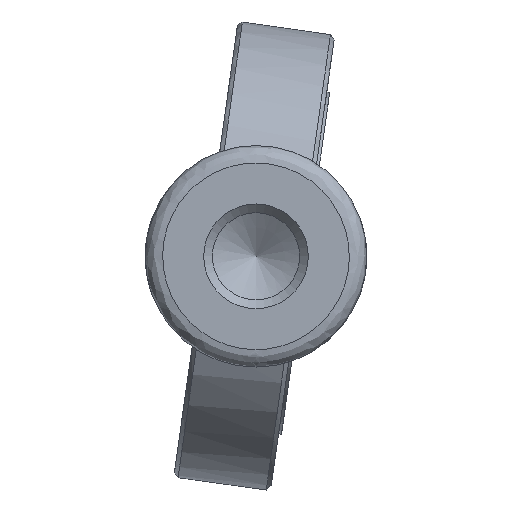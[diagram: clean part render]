
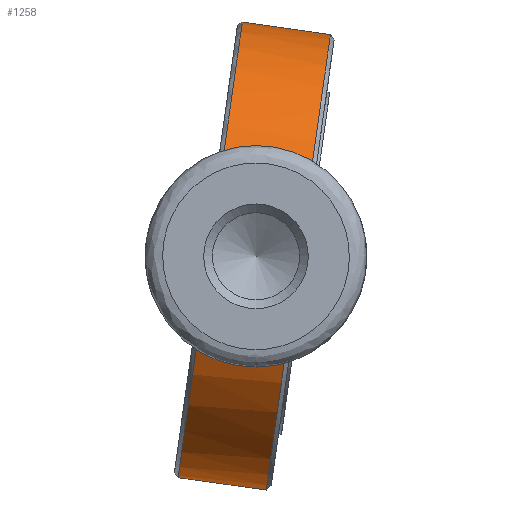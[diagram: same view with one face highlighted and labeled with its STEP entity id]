
A CAD part, front view. The second image highlights one B-rep face of the part: STEP entity #1258.
In plain terms, the highlighted cylindrical face has radius 13.2 mm (diameter 26.4 mm), a partial arc.
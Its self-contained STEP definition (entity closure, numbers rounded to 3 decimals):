
#4 = DIRECTION ( 'NONE',  ( -0.99, 0., 0.14 ) ) ;
#9 = CARTESIAN_POINT ( 'NONE',  ( -47.324, 49.926, 17.684 ) ) ;
#10 = CARTESIAN_POINT ( 'NONE',  ( -48.854, 57.287, 6.835 ) ) ;
#21 = CIRCLE ( 'NONE', #1867, 13.2 ) ;
#80 = CARTESIAN_POINT ( 'NONE',  ( -46.891, 37.096, 20.757 ) ) ;
#115 = CARTESIAN_POINT ( 'NONE',  ( -47.076, 49.926, 17.649 ) ) ;
#180 = DIRECTION ( 'NONE',  ( -0.99, 0., 0.14 ) ) ;
#181 = VECTOR ( 'NONE', #1467, 1000. ) ;
#187 = CARTESIAN_POINT ( 'NONE',  ( -52.107, 49.926, 18.359 ) ) ;
#206 = ORIENTED_EDGE ( 'NONE', *, *, #1402, .T. ) ;
#213 = CARTESIAN_POINT ( 'NONE',  ( -47.757, 37.096, 14.611 ) ) ;
#243 = AXIS2_PLACEMENT_3D ( 'NONE', #1235, #1094, #1849 ) ;
#255 = CARTESIAN_POINT ( 'NONE',  ( -52.807, 37.096, 15.323 ) ) ;
#289 = EDGE_LOOP ( 'NONE', ( #345, #664, #206, #1178, #1405, #1438, #860, #867 ) ) ;
#290 = LINE ( 'NONE', #606, #181 ) ;
#305 = DIRECTION ( 'NONE',  ( 0.14, 0., 0.99 ) ) ;
#327 = CIRCLE ( 'NONE', #1666, 13.2 ) ;
#332 = AXIS2_PLACEMENT_3D ( 'NONE', #115, #717, #490 ) ;
#345 = ORIENTED_EDGE ( 'NONE', *, *, #471, .F. ) ;
#397 = CIRCLE ( 'NONE', #493, 13.2 ) ;
#471 = EDGE_CURVE ( 'NONE', #1712, #1865, #397, .T. ) ;
#490 = DIRECTION ( 'NONE',  ( 0.14, 0., 0.99 ) ) ;
#493 = AXIS2_PLACEMENT_3D ( 'NONE', #1013, #558, #1775 ) ;
#558 = DIRECTION ( 'NONE',  ( -0.99, 0., 0.14 ) ) ;
#592 = EDGE_CURVE ( 'NONE', #1891, #1564, #290, .T. ) ;
#606 = CARTESIAN_POINT ( 'NONE',  ( -48.606, 57.287, 6.8 ) ) ;
#660 = EDGE_CURVE ( 'NONE', #793, #862, #1029, .T. ) ;
#663 = CARTESIAN_POINT ( 'NONE',  ( 7.017, 37.096, 13.155 ) ) ;
#664 = ORIENTED_EDGE ( 'NONE', *, *, #1710, .T. ) ;
#698 = EDGE_CURVE ( 'NONE', #1536, #1865, #1074, .T. ) ;
#717 = DIRECTION ( 'NONE',  ( -0.99, 0., 0.14 ) ) ;
#760 = EDGE_CURVE ( 'NONE', #1564, #1536, #327, .T. ) ;
#782 = CARTESIAN_POINT ( 'NONE',  ( 6.15, 37.096, 7.009 ) ) ;
#793 = VERTEX_POINT ( 'NONE', #1203 ) ;
#860 = ORIENTED_EDGE ( 'NONE', *, *, #760, .T. ) ;
#862 = VERTEX_POINT ( 'NONE', #1183 ) ;
#865 = CYLINDRICAL_SURFACE ( 'NONE', #332, 13.2 ) ;
#867 = ORIENTED_EDGE ( 'NONE', *, *, #698, .T. ) ;
#889 = CARTESIAN_POINT ( 'NONE',  ( -45.546, 57.287, 28.499 ) ) ;
#907 = CIRCLE ( 'NONE', #243, 13.2 ) ;
#909 = CARTESIAN_POINT ( 'NONE',  ( -53.637, 57.287, 7.509 ) ) ;
#976 = LINE ( 'NONE', #663, #1191 ) ;
#1013 = CARTESIAN_POINT ( 'NONE',  ( -52.374, 49.926, 18.396 ) ) ;
#1029 = LINE ( 'NONE', #889, #1221 ) ;
#1067 = DIRECTION ( 'NONE',  ( 0.14, 0., 0.99 ) ) ;
#1074 = LINE ( 'NONE', #782, #1701 ) ;
#1094 = DIRECTION ( 'NONE',  ( -0.99, 0., 0.14 ) ) ;
#1178 = ORIENTED_EDGE ( 'NONE', *, *, #660, .T. ) ;
#1183 = CARTESIAN_POINT ( 'NONE',  ( -50.576, 57.287, 29.208 ) ) ;
#1191 = VECTOR ( 'NONE', #1272, 1000. ) ;
#1203 = CARTESIAN_POINT ( 'NONE',  ( -45.794, 57.287, 28.534 ) ) ;
#1221 = VECTOR ( 'NONE', #1625, 1000. ) ;
#1235 = CARTESIAN_POINT ( 'NONE',  ( -47.324, 49.926, 17.684 ) ) ;
#1258 = ADVANCED_FACE ( 'NONE', ( #1620 ), #865, .T. ) ;
#1272 = DIRECTION ( 'NONE',  ( 0.99, 0., -0.14 ) ) ;
#1297 = EDGE_CURVE ( 'NONE', #862, #1891, #21, .T. ) ;
#1402 = EDGE_CURVE ( 'NONE', #1606, #793, #907, .T. ) ;
#1405 = ORIENTED_EDGE ( 'NONE', *, *, #1297, .T. ) ;
#1438 = ORIENTED_EDGE ( 'NONE', *, *, #592, .T. ) ;
#1467 = DIRECTION ( 'NONE',  ( 0.99, 0., -0.14 ) ) ;
#1536 = VERTEX_POINT ( 'NONE', #213 ) ;
#1564 = VERTEX_POINT ( 'NONE', #10 ) ;
#1576 = CARTESIAN_POINT ( 'NONE',  ( -51.941, 37.096, 21.469 ) ) ;
#1606 = VERTEX_POINT ( 'NONE', #80 ) ;
#1620 = FACE_OUTER_BOUND ( 'NONE', #289, .T. ) ;
#1625 = DIRECTION ( 'NONE',  ( -0.99, 0., 0.14 ) ) ;
#1666 = AXIS2_PLACEMENT_3D ( 'NONE', #9, #4, #305 ) ;
#1691 = DIRECTION ( 'NONE',  ( -0.99, 0., 0.14 ) ) ;
#1701 = VECTOR ( 'NONE', #180, 1000. ) ;
#1710 = EDGE_CURVE ( 'NONE', #1712, #1606, #976, .T. ) ;
#1712 = VERTEX_POINT ( 'NONE', #1576 ) ;
#1775 = DIRECTION ( 'NONE',  ( -0.14, 0., -0.99 ) ) ;
#1849 = DIRECTION ( 'NONE',  ( 0.14, 0., 0.99 ) ) ;
#1865 = VERTEX_POINT ( 'NONE', #255 ) ;
#1867 = AXIS2_PLACEMENT_3D ( 'NONE', #187, #1691, #1067 ) ;
#1891 = VERTEX_POINT ( 'NONE', #909 ) ;
